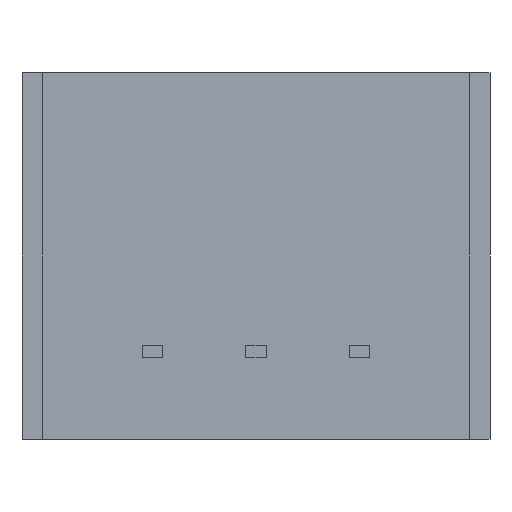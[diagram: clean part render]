
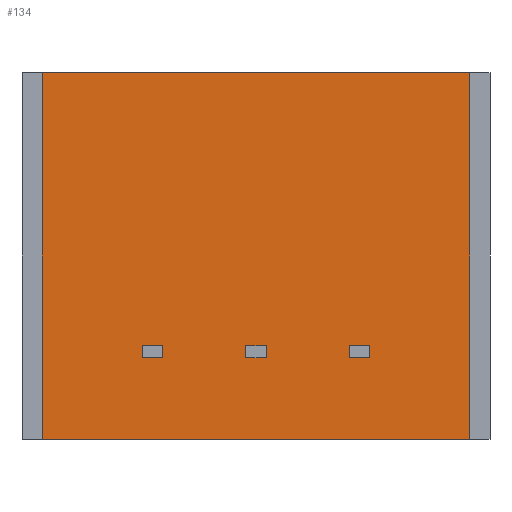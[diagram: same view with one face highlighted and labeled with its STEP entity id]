
A CAD part, front view. The second image highlights one B-rep face of the part: STEP entity #134.
In plain terms, the highlighted planar face has unit normal (0, -1, 0).
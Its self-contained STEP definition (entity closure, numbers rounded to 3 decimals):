
#134=ADVANCED_FACE('NONE',(#251),#252,.T.);
#251=FACE_OUTER_BOUND('',#371,.T.);
#252=PLANE('',#372);
#371=EDGE_LOOP('',(#584,#585,#586,#587));
#372=AXIS2_PLACEMENT_3D('',#588,#589,#590);
#584=ORIENTED_EDGE('',*,*,#697,.T.);
#585=ORIENTED_EDGE('',*,*,#708,.T.);
#586=ORIENTED_EDGE('',*,*,#749,.T.);
#587=ORIENTED_EDGE('',*,*,#721,.T.);
#588=CARTESIAN_POINT('',(-5.25,0.5,-4.5));
#589=DIRECTION('',(0.0,-1.0,0.0));
#590=DIRECTION('',(0.0,0.0,-1.0));
#697=EDGE_CURVE('NONE',#823,#821,#824,.T.);
#708=EDGE_CURVE('NONE',#821,#839,#840,.T.);
#721=EDGE_CURVE('NONE',#858,#823,#859,.T.);
#749=EDGE_CURVE('NONE',#839,#858,#894,.T.);
#821=VERTEX_POINT('NONE',#988);
#823=VERTEX_POINT('NONE',#991);
#824=LINE('',#992,#993);
#839=VERTEX_POINT('NONE',#1015);
#840=LINE('',#1016,#1017);
#858=VERTEX_POINT('NONE',#1044);
#859=LINE('',#1045,#1046);
#894=LINE('',#1097,#1098);
#988=CARTESIAN_POINT('',(-5.25,0.5,-4.5));
#991=CARTESIAN_POINT('',(-5.25,0.5,4.5));
#992=CARTESIAN_POINT('',(-5.25,0.5,4.5));
#993=VECTOR('',#1150,1000.0);
#1015=CARTESIAN_POINT('',(5.25,0.5,-4.5));
#1016=CARTESIAN_POINT('',(-5.25,0.5,-4.5));
#1017=VECTOR('',#1158,1000.0);
#1044=CARTESIAN_POINT('',(5.25,0.5,4.5));
#1045=CARTESIAN_POINT('',(-5.25,0.5,4.5));
#1046=VECTOR('',#1168,1000.0);
#1097=CARTESIAN_POINT('',(5.25,0.5,4.5));
#1098=VECTOR('',#1185,1000.0);
#1150=DIRECTION('',(0.,-0.0,-1.0));
#1158=DIRECTION('',(1.0,0.0,0.0));
#1168=DIRECTION('',(-1.0,-0.0,-0.0));
#1185=DIRECTION('',(0.,-0.0,1.0));
